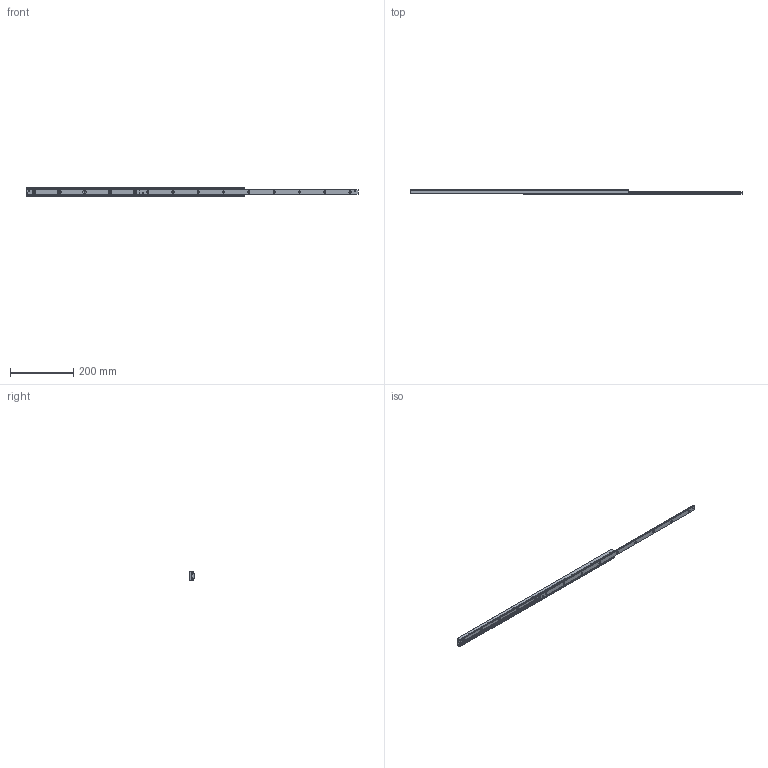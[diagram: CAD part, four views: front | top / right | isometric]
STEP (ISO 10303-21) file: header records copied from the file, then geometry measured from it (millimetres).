
FILE_DESCRIPTION((''),'2;1');
FILE_NAME('KD-LCAE 28H-0690.stp','2015-12-04T10:44:38',('MRathmann'),(''),'Autodesk Inventor 2012','Autodesk Inventor 2012','');
FILE_SCHEMA(('CONFIG_CONTROL_DESIGN'));
Length unit declared in the file: millimetre
Products named in the file (6): KD-LCAE 28H-0690; LCM 28H-0690; LLMG 28H-0690; KF.LCA 28H-Dummy.GZ; + AS.L 28H 4x3,8; DIN EN ISO 8748 4x8-St
Assembly tree (7 placements, depth 2):
  KD-LCAE 28H-0690
    LCM 28H-0690
    LLMG 28H-0690
    KF.LCA 28H-Dummy.GZ
    + AS.L 28H 4x3,8  x2
    DIN EN ISO 8748 4x8-St  x2
Bounding box: 1049.5 x 12.9 x 28 mm (x, y, z)
Volume: 189331 mm3; surface area: 121367.1 mm2
Topology: 7 solids, 7 shells, 186 faces, 466 edges, 296 vertices
Faces by surface type: cylinder 81, plane 77, cone 28
Full cylindrical faces by diameter (mm): 3.242 x2, 3.8 x2, 4 x4, 4.134 x9, 5 x2, 5.5 x9
Entity records: 4900 total; most frequent: DIRECTION 870, CARTESIAN_POINT 795, ORIENTED_EDGE 726, EDGE_CURVE 363, AXIS2_PLACEMENT_3D 334, VERTEX_POINT 259, EDGE_LOOP 254, VECTOR 202
